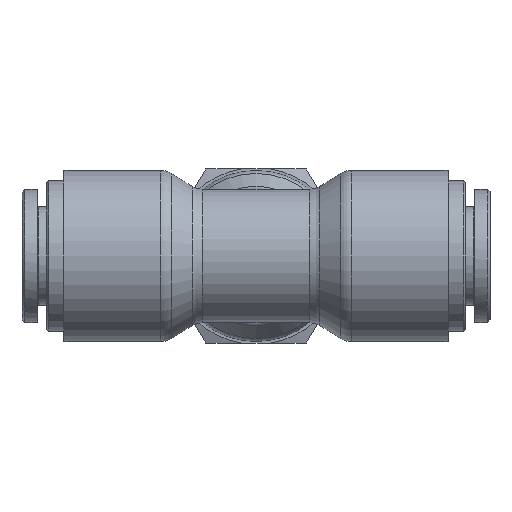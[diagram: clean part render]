
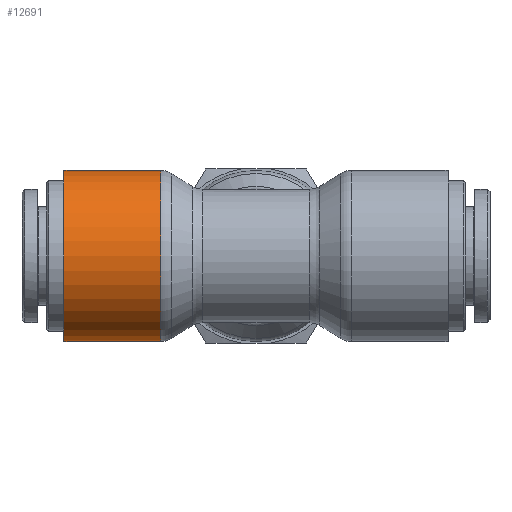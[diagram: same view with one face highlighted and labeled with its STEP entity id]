
A CAD part, front view. The second image highlights one B-rep face of the part: STEP entity #12691.
In plain terms, the highlighted cylindrical face has radius 8.35 mm (diameter 16.7 mm), a full revolution.
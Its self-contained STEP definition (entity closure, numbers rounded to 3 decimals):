
#12631=CARTESIAN_POINT('',(-9.317,-8.35,0.));
#12632=VERTEX_POINT('',#12631);
#12633=CARTESIAN_POINT('',(-9.317,0.,0.0));
#12634=DIRECTION('',(1.0,0.0,0.0));
#12635=DIRECTION('',(0.0,1.0,0.0));
#12636=AXIS2_PLACEMENT_3D('',#12633,#12634,#12635);
#12637=CIRCLE('',#12636,8.35);
#12638=EDGE_CURVE('',#12632,#12632,#12637,.T.);
#12672=CARTESIAN_POINT('',(-13.75,0.,0.0));
#12673=DIRECTION('',(-1.0,0.,0.0));
#12674=DIRECTION('',(0.0,-1.0,0.0));
#12675=AXIS2_PLACEMENT_3D('',#12672,#12673,#12674);
#12676=CYLINDRICAL_SURFACE('',#12675,8.35);
#12677=CARTESIAN_POINT('',(-18.75,-8.35,0.0));
#12678=VERTEX_POINT('',#12677);
#12679=CARTESIAN_POINT('',(-18.75,0.,0.0));
#12680=DIRECTION('',(-1.0,0.0,0.0));
#12681=DIRECTION('',(0.0,-1.0,0.0));
#12682=AXIS2_PLACEMENT_3D('',#12679,#12680,#12681);
#12683=CIRCLE('',#12682,8.35);
#12684=EDGE_CURVE('',#12678,#12678,#12683,.T.);
#12685=ORIENTED_EDGE('',*,*,#12684,.F.);
#12686=EDGE_LOOP('',(#12685));
#12687=FACE_OUTER_BOUND('',#12686,.T.);
#12688=ORIENTED_EDGE('',*,*,#12638,.F.);
#12689=EDGE_LOOP('',(#12688));
#12690=FACE_BOUND('',#12689,.T.);
#12691=ADVANCED_FACE('',(#12687,#12690),#12676,.T.);
